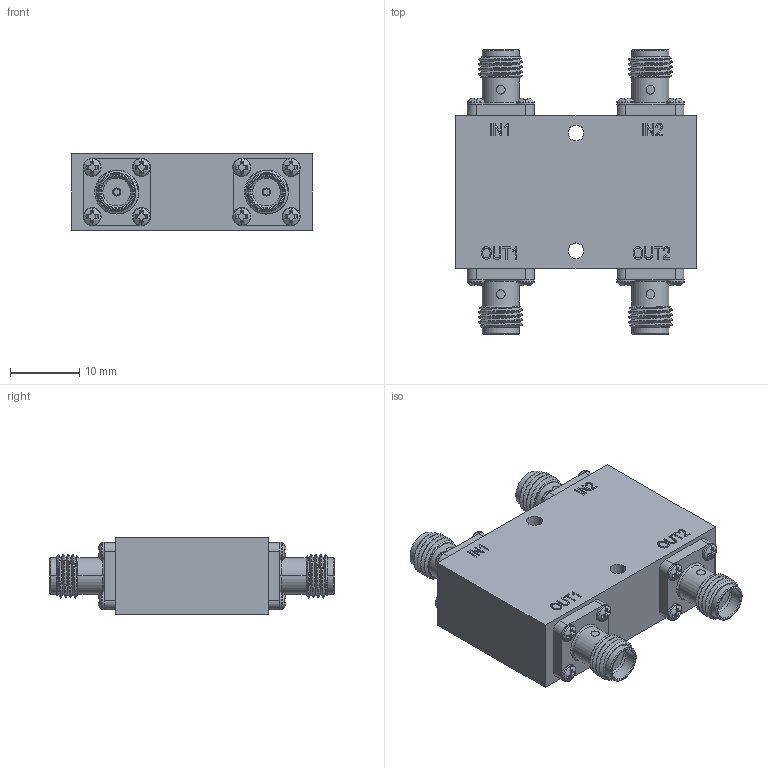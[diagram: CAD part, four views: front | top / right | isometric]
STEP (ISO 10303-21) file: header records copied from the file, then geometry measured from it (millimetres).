
FILE_DESCRIPTION (( 'STEP AP214' ), '1' );
FILE_NAME ('PE2CP1143 ¦ FMCP1143.step', '2021-05-20T15:02:59', ( '' ), ( '' ), 'SwSTEP 2.0', 'SolidWorks 2020', '' );
FILE_SCHEMA (( 'AUTOMOTIVE_DESIGN' ));
Length unit declared in the file: inch
Products named in the file (1): PE2CP1143 ｦ FMCP1143
Bounding box: 34.7 x 41.05 x 11 mm (x, y, z)
Volume: 9505.5 mm3; surface area: 4485.6 mm2
Topology: 1 solids, 17 shells, 900 faces, 2344 edges, 1532 vertices
Faces by surface type: plane 466, cylinder 172, cone 128, bspline 126, torus 8
Entity records: 35848 total; most frequent: CARTESIAN_POINT 15183, ORIENTED_EDGE 4688, DIRECTION 3734, EDGE_CURVE 2344, VERTEX_POINT 1532, AXIS2_PLACEMENT_3D 1359, LINE 1016, VECTOR 1016
